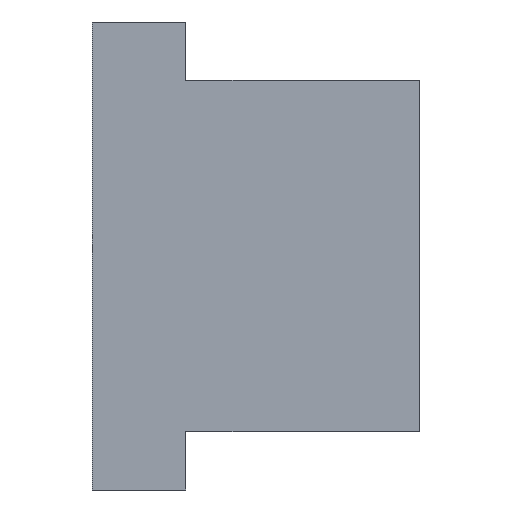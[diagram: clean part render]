
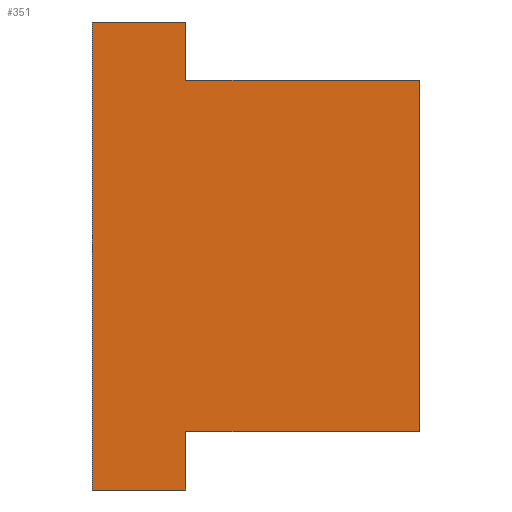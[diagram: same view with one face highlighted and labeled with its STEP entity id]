
A CAD part, left-side view. The second image highlights one B-rep face of the part: STEP entity #351.
In plain terms, the highlighted planar face has unit normal (-1, 0, 0).
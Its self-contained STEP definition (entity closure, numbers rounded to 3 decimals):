
#1 = CARTESIAN_POINT ( 'NONE',  ( 0., -20., -5. ) ) ;
#10 = CARTESIAN_POINT ( 'NONE',  ( 0., 0., -40. ) ) ;
#14 = CARTESIAN_POINT ( 'NONE',  ( 0., 8., 0. ) ) ;
#19 = CARTESIAN_POINT ( 'NONE',  ( 0., 8., 0. ) ) ;
#34 = VECTOR ( 'NONE', #97, 1000. ) ;
#47 = LINE ( 'NONE', #14, #489 ) ;
#50 = DIRECTION ( 'NONE',  ( 0., -1., 0. ) ) ;
#65 = CARTESIAN_POINT ( 'NONE',  ( 0., 8., 0. ) ) ;
#71 = DIRECTION ( 'NONE',  ( 0., 0., 1. ) ) ;
#76 = ORIENTED_EDGE ( 'NONE', *, *, #427, .T. ) ;
#79 = CARTESIAN_POINT ( 'NONE',  ( 0., 0., 0. ) ) ;
#82 = VERTEX_POINT ( 'NONE', #1 ) ;
#92 = LINE ( 'NONE', #79, #434 ) ;
#95 = AXIS2_PLACEMENT_3D ( 'NONE', #305, #447, #490 ) ;
#97 = DIRECTION ( 'NONE',  ( 0., -1., 0. ) ) ;
#109 = EDGE_CURVE ( 'NONE', #153, #304, #92, .T. ) ;
#129 = PLANE ( 'NONE',  #95 ) ;
#131 = CARTESIAN_POINT ( 'NONE',  ( 0., -20., -5. ) ) ;
#133 = LINE ( 'NONE', #374, #34 ) ;
#136 = ORIENTED_EDGE ( 'NONE', *, *, #268, .F. ) ;
#137 = ORIENTED_EDGE ( 'NONE', *, *, #395, .F. ) ;
#140 = CARTESIAN_POINT ( 'NONE',  ( 0., -20., -35. ) ) ;
#142 = ORIENTED_EDGE ( 'NONE', *, *, #322, .F. ) ;
#145 = LINE ( 'NONE', #131, #446 ) ;
#152 = VERTEX_POINT ( 'NONE', #159 ) ;
#153 = VERTEX_POINT ( 'NONE', #10 ) ;
#159 = CARTESIAN_POINT ( 'NONE',  ( 0., 0., -5. ) ) ;
#161 = DIRECTION ( 'NONE',  ( 0., 0., -1. ) ) ;
#166 = ORIENTED_EDGE ( 'NONE', *, *, #265, .T. ) ;
#176 = ORIENTED_EDGE ( 'NONE', *, *, #298, .F. ) ;
#185 = LINE ( 'NONE', #285, #399 ) ;
#199 = EDGE_LOOP ( 'NONE', ( #209, #137, #142, #166, #76, #176, #136, #474 ) ) ;
#209 = ORIENTED_EDGE ( 'NONE', *, *, #109, .T. ) ;
#235 = VECTOR ( 'NONE', #486, 1000. ) ;
#265 = EDGE_CURVE ( 'NONE', #82, #152, #145, .T. ) ;
#268 = EDGE_CURVE ( 'NONE', #437, #467, #47, .T. ) ;
#285 = CARTESIAN_POINT ( 'NONE',  ( 0., -20., -5. ) ) ;
#298 = EDGE_CURVE ( 'NONE', #467, #341, #466, .T. ) ;
#304 = VERTEX_POINT ( 'NONE', #481 ) ;
#305 = CARTESIAN_POINT ( 'NONE',  ( 0., 8., 0. ) ) ;
#322 = EDGE_CURVE ( 'NONE', #82, #359, #185, .T. ) ;
#337 = VECTOR ( 'NONE', #71, 1000. ) ;
#341 = VERTEX_POINT ( 'NONE', #367 ) ;
#351 = ADVANCED_FACE ( 'NONE', ( #493 ), #129, .F. ) ;
#359 = VERTEX_POINT ( 'NONE', #140 ) ;
#367 = CARTESIAN_POINT ( 'NONE',  ( 0., 0., 0. ) ) ;
#372 = DIRECTION ( 'NONE',  ( 0., 1., 0. ) ) ;
#374 = CARTESIAN_POINT ( 'NONE',  ( 0., 8., -40. ) ) ;
#376 = CARTESIAN_POINT ( 'NONE',  ( 0., 0., 0. ) ) ;
#385 = VECTOR ( 'NONE', #50, 1000. ) ;
#389 = DIRECTION ( 'NONE',  ( 0., 0., 1. ) ) ;
#395 = EDGE_CURVE ( 'NONE', #359, #304, #470, .T. ) ;
#399 = VECTOR ( 'NONE', #161, 1000. ) ;
#403 = EDGE_CURVE ( 'NONE', #437, #153, #133, .T. ) ;
#404 = DIRECTION ( 'NONE',  ( 0., 0., 1. ) ) ;
#427 = EDGE_CURVE ( 'NONE', #152, #341, #487, .T. ) ;
#434 = VECTOR ( 'NONE', #389, 1000. ) ;
#437 = VERTEX_POINT ( 'NONE', #488 ) ;
#446 = VECTOR ( 'NONE', #372, 1000. ) ;
#447 = DIRECTION ( 'NONE',  ( 1., 0., 0. ) ) ;
#451 = CARTESIAN_POINT ( 'NONE',  ( 0., -20., -35. ) ) ;
#466 = LINE ( 'NONE', #19, #385 ) ;
#467 = VERTEX_POINT ( 'NONE', #65 ) ;
#470 = LINE ( 'NONE', #451, #235 ) ;
#474 = ORIENTED_EDGE ( 'NONE', *, *, #403, .T. ) ;
#481 = CARTESIAN_POINT ( 'NONE',  ( 0., 0., -35. ) ) ;
#486 = DIRECTION ( 'NONE',  ( 0., 1., 0. ) ) ;
#487 = LINE ( 'NONE', #376, #337 ) ;
#488 = CARTESIAN_POINT ( 'NONE',  ( 0., 8., -40. ) ) ;
#489 = VECTOR ( 'NONE', #404, 1000. ) ;
#490 = DIRECTION ( 'NONE',  ( 0., 0., -1. ) ) ;
#493 = FACE_OUTER_BOUND ( 'NONE', #199, .T. ) ;
